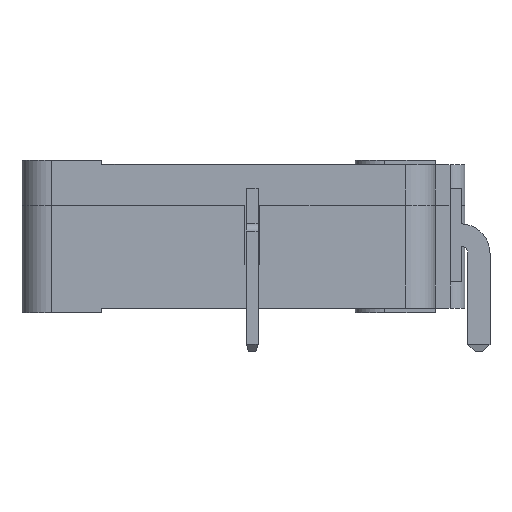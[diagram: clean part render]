
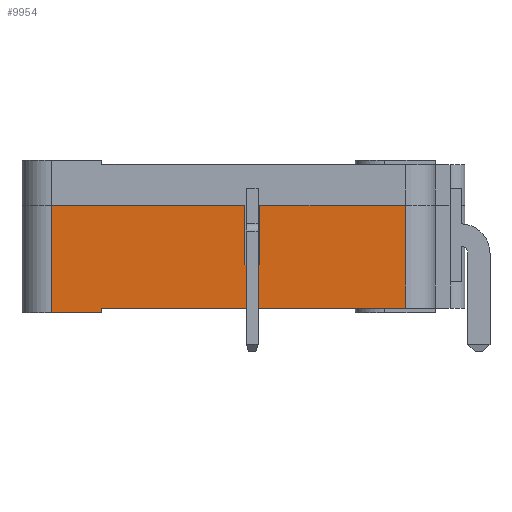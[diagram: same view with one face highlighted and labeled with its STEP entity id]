
A CAD part, front view. The second image highlights one B-rep face of the part: STEP entity #9954.
In plain terms, the highlighted planar face has unit normal (0, -1, 0).
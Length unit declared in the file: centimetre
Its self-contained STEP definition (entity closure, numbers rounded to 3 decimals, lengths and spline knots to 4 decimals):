
#590=FACE_OUTER_BOUND('',#1145,.T.);
#1145=EDGE_LOOP('',(#6920,#6921,#6922,#6923,#6924,#6925,#6926,#6927,#6928,
#6929,#6930,#6931,#6932,#6933));
#1914=LINE('',#13457,#3061);
#1945=LINE('',#13523,#3092);
#1948=LINE('',#13529,#3095);
#1953=LINE('',#13539,#3100);
#1954=LINE('',#13541,#3101);
#1955=LINE('',#13543,#3102);
#1956=LINE('',#13545,#3103);
#1957=LINE('',#13547,#3104);
#1958=LINE('',#13549,#3105);
#1959=LINE('',#13551,#3106);
#1960=LINE('',#13553,#3107);
#1961=LINE('',#13555,#3108);
#1962=LINE('',#13557,#3109);
#1963=LINE('',#13558,#3110);
#3061=VECTOR('',#11274,1.);
#3092=VECTOR('',#11335,1.);
#3095=VECTOR('',#11342,1.);
#3100=VECTOR('',#11349,1.);
#3101=VECTOR('',#11350,1.);
#3102=VECTOR('',#11351,1.);
#3103=VECTOR('',#11352,1.);
#3104=VECTOR('',#11353,1.);
#3105=VECTOR('',#11354,1.);
#3106=VECTOR('',#11355,1.);
#3107=VECTOR('',#11356,1.);
#3108=VECTOR('',#11357,1.);
#3109=VECTOR('',#11358,1.);
#3110=VECTOR('',#11359,1.);
#4174=VERTEX_POINT('',#13454);
#4175=VERTEX_POINT('',#13456);
#4195=VERTEX_POINT('',#13522);
#4196=VERTEX_POINT('',#13528);
#4200=VERTEX_POINT('',#13538);
#4201=VERTEX_POINT('',#13540);
#4202=VERTEX_POINT('',#13542);
#4203=VERTEX_POINT('',#13544);
#4204=VERTEX_POINT('',#13546);
#4205=VERTEX_POINT('',#13548);
#4206=VERTEX_POINT('',#13550);
#4207=VERTEX_POINT('',#13552);
#4208=VERTEX_POINT('',#13554);
#4209=VERTEX_POINT('',#13556);
#5213=EDGE_CURVE('',#4175,#4174,#1914,.T.);
#5246=EDGE_CURVE('',#4195,#4175,#1945,.T.);
#5249=EDGE_CURVE('',#4196,#4195,#1948,.T.);
#5254=EDGE_CURVE('',#4174,#4200,#1953,.T.);
#5255=EDGE_CURVE('',#4200,#4201,#1954,.T.);
#5256=EDGE_CURVE('',#4201,#4202,#1955,.T.);
#5257=EDGE_CURVE('',#4203,#4202,#1956,.T.);
#5258=EDGE_CURVE('',#4204,#4203,#1957,.T.);
#5259=EDGE_CURVE('',#4204,#4205,#1958,.T.);
#5260=EDGE_CURVE('',#4205,#4206,#1959,.T.);
#5261=EDGE_CURVE('',#4206,#4207,#1960,.T.);
#5262=EDGE_CURVE('',#4207,#4208,#1961,.T.);
#5263=EDGE_CURVE('',#4208,#4209,#1962,.T.);
#5264=EDGE_CURVE('',#4209,#4196,#1963,.T.);
#6920=ORIENTED_EDGE('',*,*,#5249,.T.);
#6921=ORIENTED_EDGE('',*,*,#5246,.T.);
#6922=ORIENTED_EDGE('',*,*,#5213,.T.);
#6923=ORIENTED_EDGE('',*,*,#5254,.T.);
#6924=ORIENTED_EDGE('',*,*,#5255,.T.);
#6925=ORIENTED_EDGE('',*,*,#5256,.T.);
#6926=ORIENTED_EDGE('',*,*,#5257,.F.);
#6927=ORIENTED_EDGE('',*,*,#5258,.F.);
#6928=ORIENTED_EDGE('',*,*,#5259,.T.);
#6929=ORIENTED_EDGE('',*,*,#5260,.T.);
#6930=ORIENTED_EDGE('',*,*,#5261,.T.);
#6931=ORIENTED_EDGE('',*,*,#5262,.T.);
#6932=ORIENTED_EDGE('',*,*,#5263,.T.);
#6933=ORIENTED_EDGE('',*,*,#5264,.T.);
#9566=PLANE('',#10546);
#9954=ADVANCED_FACE('',(#590),#9566,.T.);
#10546=AXIS2_PLACEMENT_3D('',#13537,#11347,#11348);
#11274=DIRECTION('',(0.,0.,1.));
#11335=DIRECTION('',(-1.,0.,0.));
#11342=DIRECTION('',(0.,0.,-1.));
#11347=DIRECTION('center_axis',(0.,-1.,0.));
#11348=DIRECTION('ref_axis',(0.,0.,-1.));
#11349=DIRECTION('',(-1.,0.,0.));
#11350=DIRECTION('',(0.,0.,1.));
#11351=DIRECTION('',(-1.,0.,0.));
#11352=DIRECTION('',(0.,0.,1.));
#11353=DIRECTION('',(-1.,0.,0.));
#11354=DIRECTION('',(0.,0.,1.));
#11355=DIRECTION('',(1.,0.,0.));
#11356=DIRECTION('',(0.,0.,1.));
#11357=DIRECTION('',(-1.,0.,0.));
#11358=DIRECTION('',(0.,0.,-1.));
#11359=DIRECTION('',(-1.,0.,0.));
#13454=CARTESIAN_POINT('',(-1.375,-0.7475,0.325));
#13456=CARTESIAN_POINT('',(-1.375,-0.7475,0.21));
#13457=CARTESIAN_POINT('',(-1.375,-0.7475,0.1625));
#13522=CARTESIAN_POINT('',(-1.295,-0.7475,0.21));
#13523=CARTESIAN_POINT('',(-0.7975,-0.7475,0.21));
#13528=CARTESIAN_POINT('',(-1.295,-0.7475,0.325));
#13529=CARTESIAN_POINT('',(-1.295,-0.7475,0.3625));
#13537=CARTESIAN_POINT('Origin',(-0.3,-0.7475,0.));
#13538=CARTESIAN_POINT('',(-1.385,-0.7475,0.325));
#13539=CARTESIAN_POINT('',(-0.8425,-0.7475,0.325));
#13540=CARTESIAN_POINT('',(-1.385,-0.7475,0.725));
#13541=CARTESIAN_POINT('',(-1.385,-0.7475,0.3625));
#13542=CARTESIAN_POINT('',(-2.69,-0.7475,0.725));
#13543=CARTESIAN_POINT('',(-1.5951,-0.7475,0.725));
#13544=CARTESIAN_POINT('',(-2.69,-0.7475,0.));
#13545=CARTESIAN_POINT('',(-2.69,-0.7475,0.));
#13546=CARTESIAN_POINT('',(-2.35,-0.7475,0.));
#13547=CARTESIAN_POINT('',(-0.3,-0.7475,0.));
#13548=CARTESIAN_POINT('',(-2.35,-0.7475,0.03));
#13549=CARTESIAN_POINT('',(-2.35,-0.7475,0.));
#13550=CARTESIAN_POINT('',(-0.3,-0.7475,0.03));
#13551=CARTESIAN_POINT('',(-0.8445,-0.7475,0.03));
#13552=CARTESIAN_POINT('',(-0.3,-0.7475,0.725));
#13553=CARTESIAN_POINT('',(-0.3,-0.7475,0.));
#13554=CARTESIAN_POINT('',(-1.285,-0.7475,0.725));
#13555=CARTESIAN_POINT('',(-1.5951,-0.7475,0.725));
#13556=CARTESIAN_POINT('',(-1.285,-0.7475,0.325));
#13557=CARTESIAN_POINT('',(-1.285,-0.7475,0.1625));
#13558=CARTESIAN_POINT('',(-0.8425,-0.7475,0.325));
